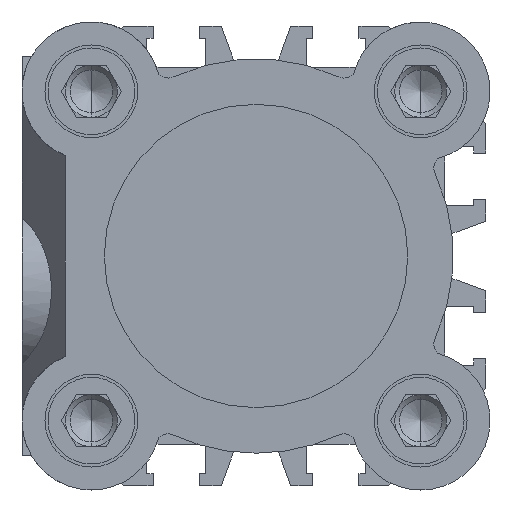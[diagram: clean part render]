
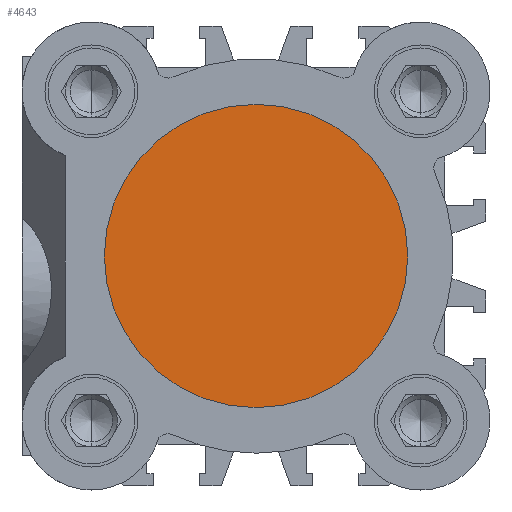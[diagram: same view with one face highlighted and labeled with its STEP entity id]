
A CAD part, left-side view. The second image highlights one B-rep face of the part: STEP entity #4643.
In plain terms, the highlighted face is planar.
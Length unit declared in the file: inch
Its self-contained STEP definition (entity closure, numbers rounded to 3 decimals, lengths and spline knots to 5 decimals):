
#400 = VERTEX_POINT ( 'NONE', #7211 ) ;
#2156 = CARTESIAN_POINT ( 'NONE',  ( 0.15748, 0., 0. ) ) ;
#2421 = CARTESIAN_POINT ( 'NONE',  ( 0.15748, 0.68898, 0. ) ) ;
#2961 = EDGE_LOOP ( 'NONE', ( #6581, #5372 ) ) ;
#3142 = DIRECTION ( 'NONE',  ( 0., 0., 1. ) ) ;
#3342 = CIRCLE ( 'NONE', #9688, 0.68898 ) ;
#3637 = CIRCLE ( 'NONE', #9029, 0.68898 ) ;
#4137 = EDGE_CURVE ( 'NONE', #400, #9083, #3637, .T. ) ;
#4149 = EDGE_CURVE ( 'NONE', #9083, #400, #3342, .T. ) ;
#4643 = ADVANCED_FACE ( 'NONE', ( #9911 ), #9457, .F. ) ;
#5178 = CARTESIAN_POINT ( 'NONE',  ( 0.15748, 0., 0. ) ) ;
#5372 = ORIENTED_EDGE ( 'NONE', *, *, #4137, .F. ) ;
#5432 = DIRECTION ( 'NONE',  ( 0., 0., 1. ) ) ;
#6210 = DIRECTION ( 'NONE',  ( 0., 0., 1. ) ) ;
#6581 = ORIENTED_EDGE ( 'NONE', *, *, #4149, .F. ) ;
#7211 = CARTESIAN_POINT ( 'NONE',  ( 0.15748, 0., -0.68898 ) ) ;
#7311 = CARTESIAN_POINT ( 'NONE',  ( 0.15748, 0., 0.68898 ) ) ;
#9029 = AXIS2_PLACEMENT_3D ( 'NONE', #2156, #9188, #3142 ) ;
#9083 = VERTEX_POINT ( 'NONE', #7311 ) ;
#9188 = DIRECTION ( 'NONE',  ( -1., 0., 0. ) ) ;
#9457 = PLANE ( 'NONE',  #11228 ) ;
#9688 = AXIS2_PLACEMENT_3D ( 'NONE', #5178, #12210, #6210 ) ;
#9911 = FACE_OUTER_BOUND ( 'NONE', #2961, .T. ) ;
#11228 = AXIS2_PLACEMENT_3D ( 'NONE', #2421, #11485, #5432 ) ;
#11485 = DIRECTION ( 'NONE',  ( -1., 0., 0. ) ) ;
#12210 = DIRECTION ( 'NONE',  ( -1., 0., 0. ) ) ;
